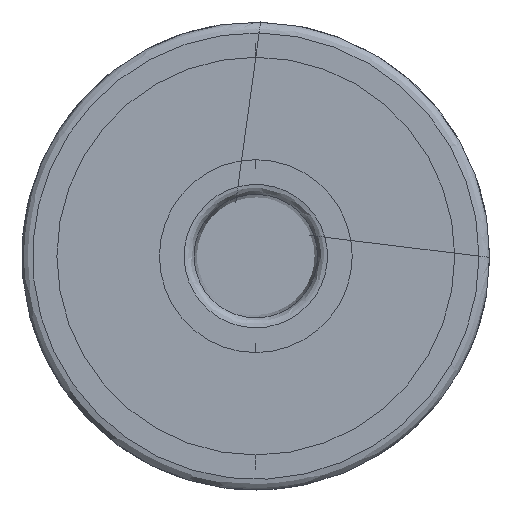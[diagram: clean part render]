
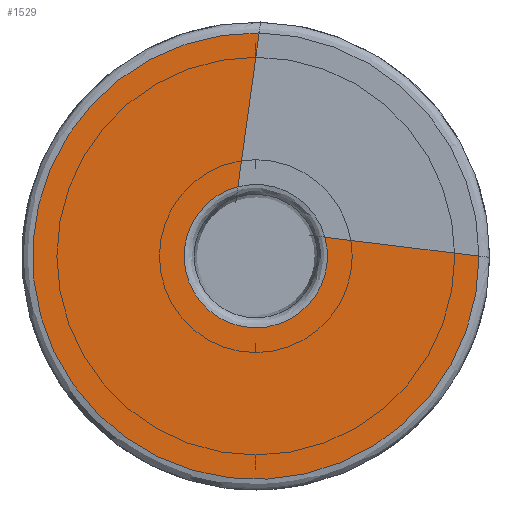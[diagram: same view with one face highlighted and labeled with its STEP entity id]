
A CAD part, left-side view. The second image highlights one B-rep face of the part: STEP entity #1529.
In plain terms, the highlighted planar face has unit normal (-1, 0, 0).
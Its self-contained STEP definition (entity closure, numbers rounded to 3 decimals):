
#91 = AXIS2_PLACEMENT_3D ( 'NONE', #748, #622, #1007 ) ;
#177 = VECTOR ( 'NONE', #564, 1000. ) ;
#218 = CARTESIAN_POINT ( 'NONE',  ( 0., 0., 0. ) ) ;
#243 = CARTESIAN_POINT ( 'NONE',  ( 0., 0., 0. ) ) ;
#286 = EDGE_CURVE ( 'NONE', #1102, #992, #645, .T. ) ;
#334 = VERTEX_POINT ( 'NONE', #442 ) ;
#350 = DIRECTION ( 'NONE',  ( 0., -0.137, 0.991 ) ) ;
#423 = AXIS2_PLACEMENT_3D ( 'NONE', #243, #495, #1383 ) ;
#442 = CARTESIAN_POINT ( 'NONE',  ( 0., -0.122, 8.102 ) ) ;
#495 = DIRECTION ( 'NONE',  ( 1., 0., 0. ) ) ;
#554 = CARTESIAN_POINT ( 'NONE',  ( 0., -8.103, 0. ) ) ;
#564 = DIRECTION ( 'NONE',  ( 0., -0.993, -0.122 ) ) ;
#596 = DIRECTION ( 'NONE',  ( 0., -0.965, 0.264 ) ) ;
#618 = PLANE ( 'NONE',  #91 ) ;
#622 = DIRECTION ( 'NONE',  ( 1., 0., 0. ) ) ;
#638 = CARTESIAN_POINT ( 'NONE',  ( 0., 0.649, 2.519 ) ) ;
#645 = LINE ( 'NONE', #1322, #177 ) ;
#707 = CARTESIAN_POINT ( 'NONE',  ( 0., -2.509, 0.687 ) ) ;
#711 = ORIENTED_EDGE ( 'NONE', *, *, #1002, .T. ) ;
#731 = CIRCLE ( 'NONE', #423, 8.103 ) ;
#748 = CARTESIAN_POINT ( 'NONE',  ( 0., -2.509, 0.687 ) ) ;
#838 = FACE_OUTER_BOUND ( 'NONE', #1180, .T. ) ;
#923 = ORIENTED_EDGE ( 'NONE', *, *, #286, .F. ) ;
#992 = VERTEX_POINT ( 'NONE', #554 ) ;
#1002 = EDGE_CURVE ( 'NONE', #1255, #334, #1267, .T. ) ;
#1007 = DIRECTION ( 'NONE',  ( 0., 0., -1. ) ) ;
#1050 = EDGE_CURVE ( 'NONE', #1102, #1255, #1137, .T. ) ;
#1102 = VERTEX_POINT ( 'NONE', #707 ) ;
#1137 = CIRCLE ( 'NONE', #1579, 2.602 ) ;
#1173 = VECTOR ( 'NONE', #350, 1000. ) ;
#1180 = EDGE_LOOP ( 'NONE', ( #1204, #923, #1231, #711 ) ) ;
#1204 = ORIENTED_EDGE ( 'NONE', *, *, #1505, .F. ) ;
#1231 = ORIENTED_EDGE ( 'NONE', *, *, #1050, .T. ) ;
#1255 = VERTEX_POINT ( 'NONE', #638 ) ;
#1267 = LINE ( 'NONE', #1455, #1173 ) ;
#1322 = CARTESIAN_POINT ( 'NONE',  ( 0., -2.509, 0.687 ) ) ;
#1383 = DIRECTION ( 'NONE',  ( 0., -1., 0. ) ) ;
#1455 = CARTESIAN_POINT ( 'NONE',  ( 0., 0.649, 2.519 ) ) ;
#1505 = EDGE_CURVE ( 'NONE', #992, #334, #731, .T. ) ;
#1529 = ADVANCED_FACE ( 'NONE', ( #838 ), #618, .F. ) ;
#1579 = AXIS2_PLACEMENT_3D ( 'NONE', #218, #1617, #596 ) ;
#1617 = DIRECTION ( 'NONE',  ( 1., 0., 0. ) ) ;
